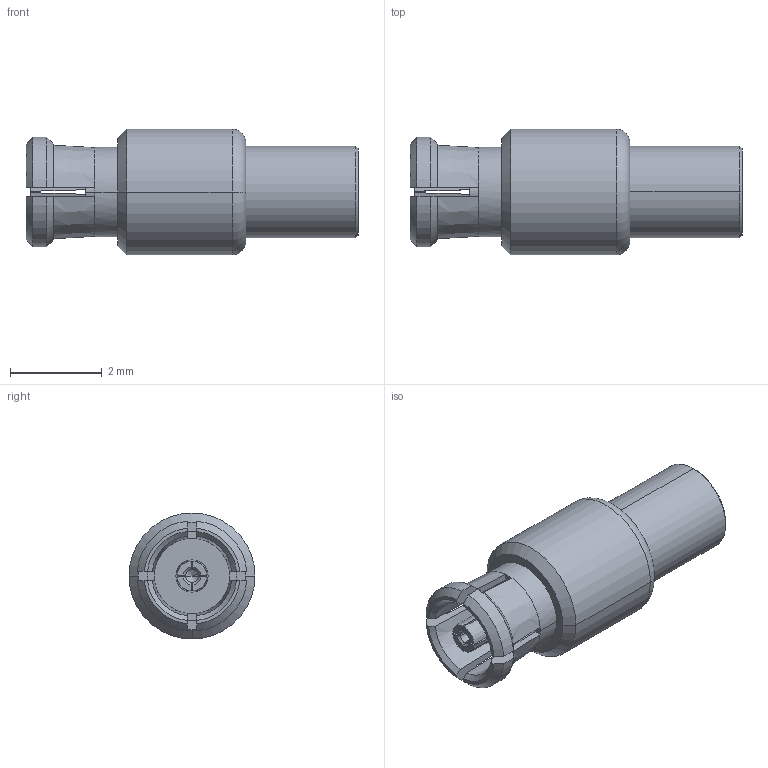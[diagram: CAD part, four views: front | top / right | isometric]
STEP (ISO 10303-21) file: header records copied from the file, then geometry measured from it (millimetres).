
FILE_DESCRIPTION (( 'STEP AP214' ), '1' );
FILE_NAME ('FMCN51281_3D.step', '2024-04-08T16:50:50', ( '' ), ( '' ), 'SwSTEP 2.0', 'SolidWorks 2022', '' );
FILE_SCHEMA (( 'AUTOMOTIVE_DESIGN' ));
Length unit declared in the file: millimetre
Products named in the file (1): FMCN51281_3D
Bounding box: 7.25 x 2.75 x 2.75 mm (x, y, z)
Volume: 22.9 mm3; surface area: 93.3 mm2
Topology: 1 solids, 1 shells, 100 faces, 245 edges, 149 vertices
Faces by surface type: plane 41, cone 39, cylinder 18, torus 2
Entity records: 3135 total; most frequent: CARTESIAN_POINT 797, DIRECTION 491, ORIENTED_EDGE 486, EDGE_CURVE 243, AXIS2_PLACEMENT_3D 211, VERTEX_POINT 149, CIRCLE 110, EDGE_LOOP 104
